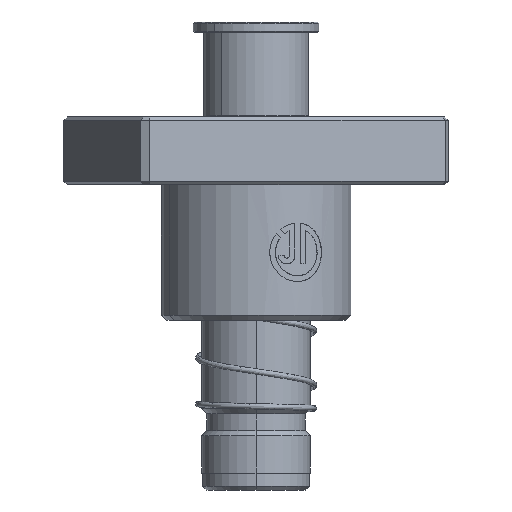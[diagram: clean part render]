
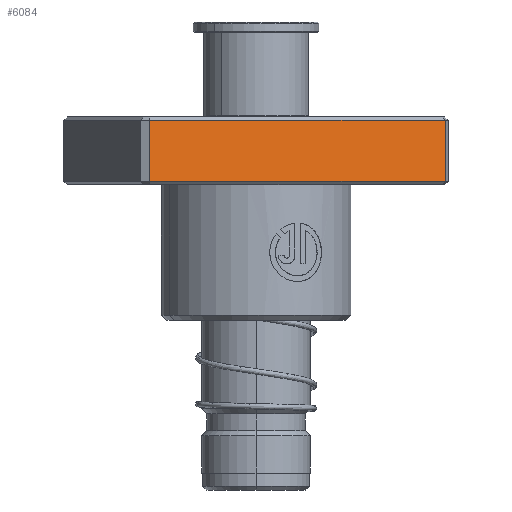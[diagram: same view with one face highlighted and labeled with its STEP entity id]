
A CAD part, left-side view. The second image highlights one B-rep face of the part: STEP entity #6084.
In plain terms, the highlighted face is planar.
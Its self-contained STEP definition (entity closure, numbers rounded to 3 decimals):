
#2010 = VECTOR ( 'NONE', #7755, 1000. ) ;
#2271 = CARTESIAN_POINT ( 'NONE',  ( 48., 29., 20. ) ) ;
#2664 = VERTEX_POINT ( 'NONE', #26979 ) ;
#2670 = DIRECTION ( 'NONE',  ( 1., 0., 0. ) ) ;
#5000 = CARTESIAN_POINT ( 'NONE',  ( 48., 29., 19. ) ) ;
#6084 = ADVANCED_FACE ( 'NONE', ( #25885 ), #24681, .F. ) ;
#6774 = VECTOR ( 'NONE', #2670, 1000. ) ;
#6780 = DIRECTION ( 'NONE',  ( 0., -1., 0. ) ) ;
#7755 = DIRECTION ( 'NONE',  ( 0., 0., -1. ) ) ;
#9959 = LINE ( 'NONE', #5000, #6774 ) ;
#11116 = VERTEX_POINT ( 'NONE', #31924 ) ;
#11866 = LINE ( 'NONE', #2271, #28178 ) ;
#11947 = ORIENTED_EDGE ( 'NONE', *, *, #18540, .T. ) ;
#13031 = LINE ( 'NONE', #24821, #28921 ) ;
#14253 = CARTESIAN_POINT ( 'NONE',  ( -48., 29., 1. ) ) ;
#14771 = LINE ( 'NONE', #20454, #2010 ) ;
#14826 = DIRECTION ( 'NONE',  ( -1., 0., 0. ) ) ;
#15901 = EDGE_CURVE ( 'NONE', #11116, #27001, #14771, .T. ) ;
#17231 = CARTESIAN_POINT ( 'NONE',  ( -48., 29., 20. ) ) ;
#17771 = EDGE_CURVE ( 'NONE', #2664, #27001, #13031, .T. ) ;
#18540 = EDGE_CURVE ( 'NONE', #20091, #2664, #11866, .T. ) ;
#19454 = ORIENTED_EDGE ( 'NONE', *, *, #15901, .F. ) ;
#20091 = VERTEX_POINT ( 'NONE', #30373 ) ;
#20454 = CARTESIAN_POINT ( 'NONE',  ( -48., 29., 20. ) ) ;
#20581 = AXIS2_PLACEMENT_3D ( 'NONE', #17231, #6780, #32350 ) ;
#22656 = DIRECTION ( 'NONE',  ( 0., 0., -1. ) ) ;
#24681 = PLANE ( 'NONE',  #20581 ) ;
#24821 = CARTESIAN_POINT ( 'NONE',  ( -48., 29., 1. ) ) ;
#25885 = FACE_OUTER_BOUND ( 'NONE', #31658, .T. ) ;
#26979 = CARTESIAN_POINT ( 'NONE',  ( 48., 29., 1. ) ) ;
#27001 = VERTEX_POINT ( 'NONE', #14253 ) ;
#28178 = VECTOR ( 'NONE', #22656, 1000. ) ;
#28921 = VECTOR ( 'NONE', #14826, 1000. ) ;
#30278 = ORIENTED_EDGE ( 'NONE', *, *, #17771, .T. ) ;
#30373 = CARTESIAN_POINT ( 'NONE',  ( 48., 29., 19. ) ) ;
#31658 = EDGE_LOOP ( 'NONE', ( #11947, #30278, #19454, #32155 ) ) ;
#31924 = CARTESIAN_POINT ( 'NONE',  ( -48., 29., 19. ) ) ;
#32155 = ORIENTED_EDGE ( 'NONE', *, *, #32262, .T. ) ;
#32262 = EDGE_CURVE ( 'NONE', #11116, #20091, #9959, .T. ) ;
#32350 = DIRECTION ( 'NONE',  ( 0., 0., -1. ) ) ;
